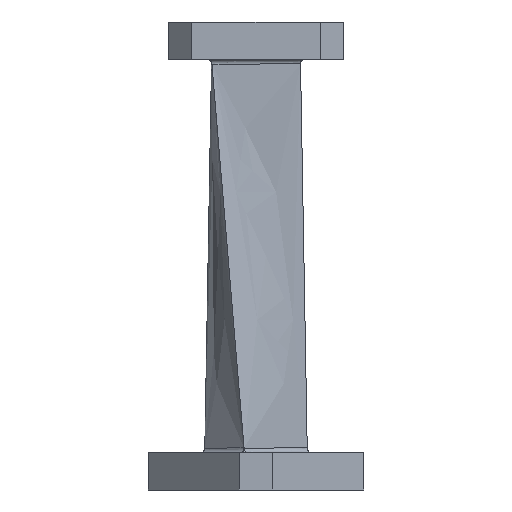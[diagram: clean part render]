
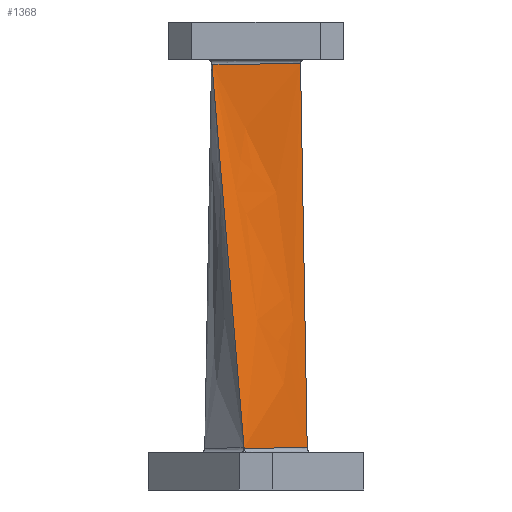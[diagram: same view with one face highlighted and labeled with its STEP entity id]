
A CAD part, front view. The second image highlights one B-rep face of the part: STEP entity #1368.
In plain terms, the highlighted free-form (B-spline) face has degree [3, 1] with [6, 4] control points.
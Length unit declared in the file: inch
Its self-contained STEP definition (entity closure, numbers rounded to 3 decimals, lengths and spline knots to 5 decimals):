
#20 = CARTESIAN_POINT ( 'NONE',  ( 0.08468, -0.08446, -1.8204 ) ) ;
#27 = CARTESIAN_POINT ( 'NONE',  ( -0.04151, -0.20878, -1.82189 ) ) ;
#98 = CARTESIAN_POINT ( 'NONE',  ( -0.19, -0.12, -0.16 ) ) ;
#152 = VERTEX_POINT ( 'NONE', #1952 ) ;
#158 = CARTESIAN_POINT ( 'NONE',  ( 0.12732, -0.11862, -0.17852 ) ) ;
#207 = CARTESIAN_POINT ( 'NONE',  ( 0.15882, -0.1184, -0.17826 ) ) ;
#221 = CARTESIAN_POINT ( 'NONE',  ( -0.17352, -0.12111, -0.18107 ) ) ;
#241 = B_SPLINE_CURVE_WITH_KNOTS ( 'NONE', 3,
 ( #2567, #750, #300, #594 ),
 .UNSPECIFIED., .F., .F.,
 ( 4, 4 ),
 ( 0.92576, 1. ),
 .UNSPECIFIED. ) ;
#281 = VERTEX_POINT ( 'NONE', #890 ) ;
#300 = CARTESIAN_POINT ( 'NONE',  ( -0.05119, -0.21799, -1.82042 ) ) ;
#310 = EDGE_CURVE ( 'NONE', #1751, #2428, #1341, .T. ) ;
#341 = CARTESIAN_POINT ( 'NONE',  ( -0.12789, -0.11946, -0.1432 ) ) ;
#385 = ORIENTED_EDGE ( 'NONE', *, *, #1605, .T. ) ;
#395 = CARTESIAN_POINT ( 'NONE',  ( 0.09583, -0.11885, -0.17879 ) ) ;
#400 = B_SPLINE_CURVE_WITH_KNOTS ( 'NONE', 1,
 ( #2375, #1437 ),
 .UNSPECIFIED., .F., .F.,
 ( 2, 2 ),
 ( 0., 1. ),
 .UNSPECIFIED. ) ;
#418 = CARTESIAN_POINT ( 'NONE',  ( 0.06384, -0.11909, -0.17906 ) ) ;
#427 = CARTESIAN_POINT ( 'NONE',  ( -0.11975, -0.1696, -1. ) ) ;
#461 = CARTESIAN_POINT ( 'NONE',  ( -0.15882, -0.12098, -0.18095 ) ) ;
#465 = CARTESIAN_POINT ( 'NONE',  ( -0.05114, -0.2181, -1.822 ) ) ;
#511 = CARTESIAN_POINT ( 'NONE',  ( 0.19692, 0.02586, -1.81907 ) ) ;
#564 = CARTESIAN_POINT ( 'NONE',  ( 0.19, -0.12, -0.16 ) ) ;
#574 = CARTESIAN_POINT ( 'NONE',  ( 0.0411, -0.12973, -1.8568 ) ) ;
#577 = ORIENTED_EDGE ( 'NONE', *, *, #1791, .F. ) ;
#585 = CARTESIAN_POINT ( 'NONE',  ( 0.17442, 0.00471, -1.84 ) ) ;
#594 = CARTESIAN_POINT ( 'NONE',  ( -0.0512, -0.218, -1.81964 ) ) ;
#635 = CARTESIAN_POINT ( 'NONE',  ( -0.00015, -0.1196, -0.1796 ) ) ;
#638 = LINE ( 'NONE', #792, #878 ) ;
#649 = ORIENTED_EDGE ( 'NONE', *, *, #2786, .F. ) ;
#686 = EDGE_CURVE ( 'NONE', #2576, #2731, #1990, .T. ) ;
#724 = CARTESIAN_POINT ( 'NONE',  ( -0.18823, -0.12125, -0.18119 ) ) ;
#750 = CARTESIAN_POINT ( 'NONE',  ( -0.05121, -0.21801, -1.82121 ) ) ;
#792 = CARTESIAN_POINT ( 'NONE',  ( 0.2046, -0.03525, -1. ) ) ;
#799 = CARTESIAN_POINT ( 'NONE',  ( 0.04007, -0.12964, -1.84 ) ) ;
#878 = VECTOR ( 'NONE', #2634, 39.37008 ) ;
#890 = CARTESIAN_POINT ( 'NONE',  ( -0.0512, -0.218, -1.81964 ) ) ;
#926 = CARTESIAN_POINT ( 'NONE',  ( -0.00354, -0.17133, -1.82145 ) ) ;
#1173 = CARTESIAN_POINT ( 'NONE',  ( 0.01546, -0.15261, -1.82122 ) ) ;
#1222 = CARTESIAN_POINT ( 'NONE',  ( 0.21883, 0.04736, -1.81881 ) ) ;
#1256 = CARTESIAN_POINT ( 'NONE',  ( 0.2192, 0.0495, -1.84 ) ) ;
#1266 = CARTESIAN_POINT ( 'NONE',  ( 0.06333, -0.12, -0.16 ) ) ;
#1281 = CARTESIAN_POINT ( 'NONE',  ( 0.12667, -0.12, -0.16 ) ) ;
#1328 = CARTESIAN_POINT ( 'NONE',  ( -0.09613, -0.1204, -0.18041 ) ) ;
#1341 = B_SPLINE_CURVE_WITH_KNOTS ( 'NONE', 3,
 ( #2931, #207, #158, #395, #418, #1996, #635, #2216, #1328, #2896, #461, #221, #724 ),
 .UNSPECIFIED., .F., .F.,
 ( 4, 3, 3, 3, 4 ),
 ( 0., 0.0024, 0.00484, 0.0085, 0.00962 ),
 .UNSPECIFIED. ) ;
#1368 = ADVANCED_FACE ( 'NONE', ( #2565 ), #2370, .T. ) ;
#1397 = CARTESIAN_POINT ( 'NONE',  ( 0.06793, -0.10094, -1.8206 ) ) ;
#1431 = CARTESIAN_POINT ( 'NONE',  ( 0.19038, -0.11806, -0.178 ) ) ;
#1437 = CARTESIAN_POINT ( 'NONE',  ( 0.19038, -0.11806, -0.178 ) ) ;
#1462 = CARTESIAN_POINT ( 'NONE',  ( -0.18823, -0.12125, -0.18119 ) ) ;
#1468 = CARTESIAN_POINT ( 'NONE',  ( 0.1303, -0.03927, -1.8568 ) ) ;
#1478 = CARTESIAN_POINT ( 'NONE',  ( -0.0495, -0.2192, -1.84 ) ) ;
#1481 = VECTOR ( 'NONE', #1828, 39.37008 ) ;
#1492 = CARTESIAN_POINT ( 'NONE',  ( -0.12667, -0.12, -0.16 ) ) ;
#1532 = ORIENTED_EDGE ( 'NONE', *, *, #686, .T. ) ;
#1605 = EDGE_CURVE ( 'NONE', #2731, #152, #638, .T. ) ;
#1624 = CARTESIAN_POINT ( 'NONE',  ( 0.03445, -0.1339, -1.821 ) ) ;
#1645 = CARTESIAN_POINT ( 'NONE',  ( 0.17502, 0.00435, -1.81933 ) ) ;
#1700 = CARTESIAN_POINT ( 'NONE',  ( 0.1749, 0.00596, -1.8568 ) ) ;
#1719 = CARTESIAN_POINT ( 'NONE',  ( 0.18971, -0.12169, -0.1432 ) ) ;
#1734 = CARTESIAN_POINT ( 'NONE',  ( 0.12964, -0.04007, -1.84 ) ) ;
#1751 = VERTEX_POINT ( 'NONE', #1431 ) ;
#1778 = ORIENTED_EDGE ( 'NONE', *, *, #310, .T. ) ;
#1791 = EDGE_CURVE ( 'NONE', #2576, #281, #241, .T. ) ;
#1828 = DIRECTION ( 'NONE',  ( -0.083, 0.059, 0.995 ) ) ;
#1855 = CARTESIAN_POINT ( 'NONE',  ( 0.10748, -0.06202, -1.82013 ) ) ;
#1937 = CARTESIAN_POINT ( 'NONE',  ( -0.04809, -0.2202, -1.8568 ) ) ;
#1938 = EDGE_CURVE ( 'NONE', #152, #1751, #400, .T. ) ;
#1942 = CARTESIAN_POINT ( 'NONE',  ( -0.05114, -0.2181, -1.822 ) ) ;
#1952 = CARTESIAN_POINT ( 'NONE',  ( 0.19035, -0.11795, -0.18036 ) ) ;
#1990 = B_SPLINE_CURVE_WITH_KNOTS ( 'NONE', 3,
 ( #465, #27, #2545, #2306, #926, #1173, #1624, #2299, #1397, #20, #1855, #2720, #2938, #1645, #511, #1222 ),
 .UNSPECIFIED., .F., .F.,
 ( 4, 3, 3, 3, 3, 4 ),
 ( 0., 0.00102, 0.00305, 0.00484, 0.00728, 0.00962 ),
 .UNSPECIFIED. ) ;
#1996 = CARTESIAN_POINT ( 'NONE',  ( 0.03184, -0.11934, -0.17933 ) ) ;
#2035 = CARTESIAN_POINT ( 'NONE',  ( 0.21883, 0.04736, -1.81881 ) ) ;
#2159 = CARTESIAN_POINT ( 'NONE',  ( -0.00471, -0.17442, -1.84 ) ) ;
#2163 = CARTESIAN_POINT ( 'NONE',  ( 0.2195, 0.05119, -1.8568 ) ) ;
#2164 = ORIENTED_EDGE ( 'NONE', *, *, #1938, .T. ) ;
#2176 = CARTESIAN_POINT ( 'NONE',  ( 0.12619, -0.12125, -0.1432 ) ) ;
#2216 = CARTESIAN_POINT ( 'NONE',  ( -0.04814, -0.11999, -0.18001 ) ) ;
#2299 = CARTESIAN_POINT ( 'NONE',  ( 0.05119, -0.11742, -1.8208 ) ) ;
#2306 = CARTESIAN_POINT ( 'NONE',  ( -0.02252, -0.19005, -1.82167 ) ) ;
#2370 = B_SPLINE_SURFACE_WITH_KNOTS ( 'NONE', 3, 1, ( 
 ( #1937, #1478, #98, #2842 ),
 ( #2618, #2159, #1492, #341 ),
 ( #574, #799, #2620, #2387 ),
 ( #1468, #1734, #1266, #2649 ),
 ( #1700, #585, #1281, #2176 ),
 ( #2163, #1256, #564, #1719 ) ),
 .UNSPECIFIED., .F., .F., .F.,
 ( 4, 2, 4 ),
 ( 2, 1, 1, 2 ),
 ( 0., 0.5, 1. ),
 ( -0.01, 0., 1., 1.01 ),
 .UNSPECIFIED. ) ;
#2375 = CARTESIAN_POINT ( 'NONE',  ( 0.19035, -0.11795, -0.18036 ) ) ;
#2387 = CARTESIAN_POINT ( 'NONE',  ( -0.06437, -0.1199, -0.1432 ) ) ;
#2428 = VERTEX_POINT ( 'NONE', #1462 ) ;
#2545 = CARTESIAN_POINT ( 'NONE',  ( -0.03202, -0.19941, -1.82178 ) ) ;
#2556 = LINE ( 'NONE', #427, #1481 ) ;
#2565 = FACE_OUTER_BOUND ( 'NONE', #2762, .T. ) ;
#2567 = CARTESIAN_POINT ( 'NONE',  ( -0.05114, -0.2181, -1.822 ) ) ;
#2576 = VERTEX_POINT ( 'NONE', #1942 ) ;
#2618 = CARTESIAN_POINT ( 'NONE',  ( -0.00349, -0.17496, -1.8568 ) ) ;
#2620 = CARTESIAN_POINT ( 'NONE',  ( -0.06333, -0.12, -0.16 ) ) ;
#2634 = DIRECTION ( 'NONE',  ( -0.017, -0.1, 0.995 ) ) ;
#2649 = CARTESIAN_POINT ( 'NONE',  ( 0.06267, -0.1208, -0.1432 ) ) ;
#2720 = CARTESIAN_POINT ( 'NONE',  ( 0.13029, -0.03959, -1.81986 ) ) ;
#2731 = VERTEX_POINT ( 'NONE', #2035 ) ;
#2762 = EDGE_LOOP ( 'NONE', ( #577, #1532, #385, #2164, #1778, #649 ) ) ;
#2786 = EDGE_CURVE ( 'NONE', #281, #2428, #2556, .T. ) ;
#2842 = CARTESIAN_POINT ( 'NONE',  ( -0.19141, -0.11901, -0.1432 ) ) ;
#2896 = CARTESIAN_POINT ( 'NONE',  ( -0.14412, -0.12084, -0.18082 ) ) ;
#2931 = CARTESIAN_POINT ( 'NONE',  ( 0.19038, -0.11806, -0.178 ) ) ;
#2938 = CARTESIAN_POINT ( 'NONE',  ( 0.15312, -0.01717, -1.81959 ) ) ;
